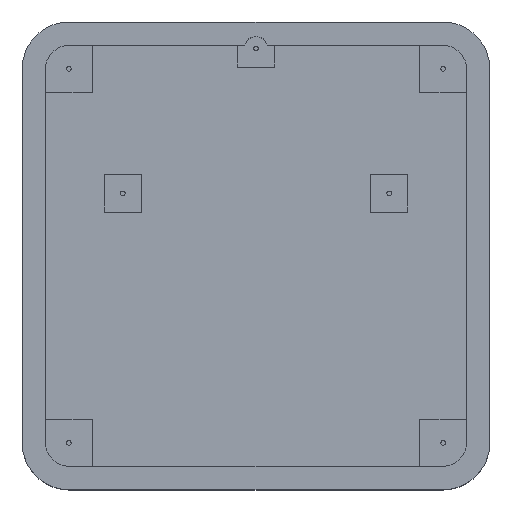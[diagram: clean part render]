
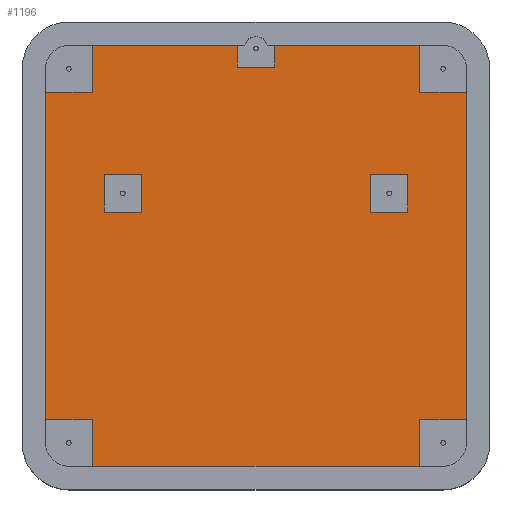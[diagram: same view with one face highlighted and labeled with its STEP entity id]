
A CAD part, top view. The second image highlights one B-rep face of the part: STEP entity #1196.
In plain terms, the highlighted planar face has unit normal (0, 0, 1).
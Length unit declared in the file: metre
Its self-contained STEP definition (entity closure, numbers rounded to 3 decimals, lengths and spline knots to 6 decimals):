
#160=ORIENTED_EDGE('',*,*,#438,.F.);
#161=ORIENTED_EDGE('',*,*,#490,.T.);
#162=ORIENTED_EDGE('',*,*,#491,.F.);
#163=ORIENTED_EDGE('',*,*,#492,.T.);
#164=ORIENTED_EDGE('',*,*,#493,.T.);
#165=ORIENTED_EDGE('',*,*,#494,.F.);
#166=ORIENTED_EDGE('',*,*,#495,.T.);
#167=ORIENTED_EDGE('',*,*,#496,.T.);
#168=ORIENTED_EDGE('',*,*,#497,.F.);
#169=ORIENTED_EDGE('',*,*,#469,.F.);
#170=ORIENTED_EDGE('',*,*,#498,.T.);
#171=ORIENTED_EDGE('',*,*,#499,.F.);
#172=ORIENTED_EDGE('',*,*,#422,.F.);
#173=ORIENTED_EDGE('',*,*,#486,.F.);
#174=ORIENTED_EDGE('',*,*,#500,.F.);
#175=ORIENTED_EDGE('',*,*,#482,.T.);
#176=ORIENTED_EDGE('',*,*,#501,.F.);
#177=ORIENTED_EDGE('',*,*,#502,.T.);
#178=ORIENTED_EDGE('',*,*,#503,.T.);
#179=ORIENTED_EDGE('',*,*,#504,.F.);
#180=ORIENTED_EDGE('',*,*,#505,.F.);
#181=ORIENTED_EDGE('',*,*,#506,.T.);
#182=ORIENTED_EDGE('',*,*,#507,.T.);
#183=ORIENTED_EDGE('',*,*,#508,.F.);
#422=EDGE_CURVE('',#592,#593,#710,.T.);
#438=EDGE_CURVE('',#608,#609,#724,.T.);
#469=EDGE_CURVE('',#636,#632,#744,.T.);
#482=EDGE_CURVE('',#648,#609,#753,.T.);
#486=EDGE_CURVE('',#650,#592,#757,.T.);
#490=EDGE_CURVE('',#608,#652,#759,.T.);
#491=EDGE_CURVE('',#653,#652,#760,.T.);
#492=EDGE_CURVE('',#653,#654,#761,.T.);
#493=EDGE_CURVE('',#654,#655,#762,.T.);
#494=EDGE_CURVE('',#656,#655,#763,.T.);
#495=EDGE_CURVE('',#656,#657,#764,.T.);
#496=EDGE_CURVE('',#657,#658,#765,.T.);
#497=EDGE_CURVE('',#632,#658,#766,.T.);
#498=EDGE_CURVE('',#636,#659,#767,.T.);
#499=EDGE_CURVE('',#593,#659,#768,.T.);
#500=EDGE_CURVE('',#648,#650,#769,.T.);
#501=EDGE_CURVE('',#660,#661,#770,.T.);
#502=EDGE_CURVE('',#660,#662,#771,.T.);
#503=EDGE_CURVE('',#662,#663,#772,.T.);
#504=EDGE_CURVE('',#661,#663,#773,.T.);
#505=EDGE_CURVE('',#664,#665,#774,.T.);
#506=EDGE_CURVE('',#664,#666,#775,.T.);
#507=EDGE_CURVE('',#666,#667,#776,.T.);
#508=EDGE_CURVE('',#665,#667,#777,.T.);
#592=VERTEX_POINT('',#1750);
#593=VERTEX_POINT('',#1752);
#608=VERTEX_POINT('',#1783);
#609=VERTEX_POINT('',#1785);
#632=VERTEX_POINT('',#1835);
#636=VERTEX_POINT('',#1844);
#648=VERTEX_POINT('',#1872);
#650=VERTEX_POINT('',#1878);
#652=VERTEX_POINT('',#1887);
#653=VERTEX_POINT('',#1889);
#654=VERTEX_POINT('',#1891);
#655=VERTEX_POINT('',#1893);
#656=VERTEX_POINT('',#1895);
#657=VERTEX_POINT('',#1897);
#658=VERTEX_POINT('',#1899);
#659=VERTEX_POINT('',#1902);
#660=VERTEX_POINT('',#1906);
#661=VERTEX_POINT('',#1907);
#662=VERTEX_POINT('',#1909);
#663=VERTEX_POINT('',#1911);
#664=VERTEX_POINT('',#1914);
#665=VERTEX_POINT('',#1915);
#666=VERTEX_POINT('',#1917);
#667=VERTEX_POINT('',#1919);
#710=LINE('',#1751,#838);
#724=LINE('',#1784,#852);
#744=LINE('',#1845,#872);
#753=LINE('',#1871,#881);
#757=LINE('',#1879,#885);
#759=LINE('',#1886,#887);
#760=LINE('',#1888,#888);
#761=LINE('',#1890,#889);
#762=LINE('',#1892,#890);
#763=LINE('',#1894,#891);
#764=LINE('',#1896,#892);
#765=LINE('',#1898,#893);
#766=LINE('',#1900,#894);
#767=LINE('',#1901,#895);
#768=LINE('',#1903,#896);
#769=LINE('',#1904,#897);
#770=LINE('',#1905,#898);
#771=LINE('',#1908,#899);
#772=LINE('',#1910,#900);
#773=LINE('',#1912,#901);
#774=LINE('',#1913,#902);
#775=LINE('',#1916,#903);
#776=LINE('',#1918,#904);
#777=LINE('',#1920,#905);
#838=VECTOR('',#1393,1.);
#852=VECTOR('',#1413,1.);
#872=VECTOR('',#1459,1.);
#881=VECTOR('',#1480,1.);
#885=VECTOR('',#1486,1.);
#887=VECTOR('',#1496,1.);
#888=VECTOR('',#1497,1.);
#889=VECTOR('',#1498,1.);
#890=VECTOR('',#1499,1.);
#891=VECTOR('',#1500,1.);
#892=VECTOR('',#1501,1.);
#893=VECTOR('',#1502,1.);
#894=VECTOR('',#1503,1.);
#895=VECTOR('',#1504,1.);
#896=VECTOR('',#1505,1.);
#897=VECTOR('',#1506,1.);
#898=VECTOR('',#1507,1.);
#899=VECTOR('',#1508,1.);
#900=VECTOR('',#1509,1.);
#901=VECTOR('',#1510,1.);
#902=VECTOR('',#1511,1.);
#903=VECTOR('',#1512,1.);
#904=VECTOR('',#1513,1.);
#905=VECTOR('',#1514,1.);
#974=EDGE_LOOP('',(#160,#161,#162,#163,#164,#165,#166,#167,#168,#169,#170,
#171,#172,#173,#174,#175));
#975=EDGE_LOOP('',(#176,#177,#178,#179));
#976=EDGE_LOOP('',(#180,#181,#182,#183));
#1062=FACE_BOUND('',#974,.T.);
#1063=FACE_BOUND('',#975,.T.);
#1064=FACE_BOUND('',#976,.T.);
#1147=PLANE('',#1300);
#1196=ADVANCED_FACE('',(#1062,#1063,#1064),#1147,.T.);
#1300=AXIS2_PLACEMENT_3D('',#1885,#1494,#1495);
#1393=DIRECTION('',(1.,0.,0.));
#1413=DIRECTION('',(1.,0.,0.));
#1459=DIRECTION('',(0.,-1.,0.));
#1480=DIRECTION('',(0.,1.,0.));
#1486=DIRECTION('',(0.,1.,0.));
#1494=DIRECTION('',(0.,0.,1.));
#1495=DIRECTION('',(1.,0.,0.));
#1496=DIRECTION('',(0.,-1.,0.));
#1497=DIRECTION('',(1.,0.,0.));
#1498=DIRECTION('',(0.,-1.,0.));
#1499=DIRECTION('',(1.,0.,0.));
#1500=DIRECTION('',(0.,1.,0.));
#1501=DIRECTION('',(1.,0.,0.));
#1502=DIRECTION('',(0.,1.,0.));
#1503=DIRECTION('',(-1.,0.,0.));
#1504=DIRECTION('',(-1.,0.,0.));
#1505=DIRECTION('',(0.,-1.,0.));
#1506=DIRECTION('',(1.,0.,0.));
#1507=DIRECTION('',(0.,-1.,0.));
#1508=DIRECTION('',(1.,0.,0.));
#1509=DIRECTION('',(0.,-1.,0.));
#1510=DIRECTION('',(1.,0.,0.));
#1511=DIRECTION('',(-1.,0.,0.));
#1512=DIRECTION('',(0.,-1.,0.));
#1513=DIRECTION('',(-1.,0.,0.));
#1514=DIRECTION('',(0.,-1.,0.));
#1750=CARTESIAN_POINT('',(0.004,0.045,0.005));
#1751=CARTESIAN_POINT('',(0.,0.045,0.005));
#1752=CARTESIAN_POINT('',(0.035,0.045,0.005));
#1783=CARTESIAN_POINT('',(-0.035,0.045,0.005));
#1784=CARTESIAN_POINT('',(0.,0.045,0.005));
#1785=CARTESIAN_POINT('',(-0.004,0.045,0.005));
#1835=CARTESIAN_POINT('',(0.045,-0.035,0.005));
#1844=CARTESIAN_POINT('',(0.045,0.035,0.005));
#1845=CARTESIAN_POINT('',(0.045,0.0375,0.005));
#1871=CARTESIAN_POINT('',(-0.004,0.0444,0.005));
#1872=CARTESIAN_POINT('',(-0.004,0.0404,0.005));
#1878=CARTESIAN_POINT('',(0.004,0.0404,0.005));
#1879=CARTESIAN_POINT('',(0.004,0.0444,0.005));
#1885=CARTESIAN_POINT('',(0.,0.,0.005));
#1886=CARTESIAN_POINT('',(-0.035,0.04,0.005));
#1887=CARTESIAN_POINT('',(-0.035,0.035,0.005));
#1888=CARTESIAN_POINT('',(-0.04,0.035,0.005));
#1889=CARTESIAN_POINT('',(-0.045,0.035,0.005));
#1890=CARTESIAN_POINT('',(-0.045,-0.0375,0.005));
#1891=CARTESIAN_POINT('',(-0.045,-0.035,0.005));
#1892=CARTESIAN_POINT('',(-0.04,-0.035,0.005));
#1893=CARTESIAN_POINT('',(-0.035,-0.035,0.005));
#1894=CARTESIAN_POINT('',(-0.035,-0.04,0.005));
#1895=CARTESIAN_POINT('',(-0.035,-0.045,0.005));
#1896=CARTESIAN_POINT('',(0.0375,-0.045,0.005));
#1897=CARTESIAN_POINT('',(0.035,-0.045,0.005));
#1898=CARTESIAN_POINT('',(0.035,-0.04,0.005));
#1899=CARTESIAN_POINT('',(0.035,-0.035,0.005));
#1900=CARTESIAN_POINT('',(0.04,-0.035,0.005));
#1901=CARTESIAN_POINT('',(0.04,0.035,0.005));
#1902=CARTESIAN_POINT('',(0.035,0.035,0.005));
#1903=CARTESIAN_POINT('',(0.035,0.04,0.005));
#1904=CARTESIAN_POINT('',(0.,0.0404,0.005));
#1905=CARTESIAN_POINT('',(0.0245,0.0134,0.005));
#1906=CARTESIAN_POINT('',(0.0245,0.0174,0.005));
#1907=CARTESIAN_POINT('',(0.0245,0.0094,0.005));
#1908=CARTESIAN_POINT('',(0.0285,0.0174,0.005));
#1909=CARTESIAN_POINT('',(0.0325,0.0174,0.005));
#1910=CARTESIAN_POINT('',(0.0325,0.0134,0.005));
#1911=CARTESIAN_POINT('',(0.0325,0.0094,0.005));
#1912=CARTESIAN_POINT('',(0.0285,0.0094,0.005));
#1913=CARTESIAN_POINT('',(-0.0285,0.0174,0.005));
#1914=CARTESIAN_POINT('',(-0.0245,0.0174,0.005));
#1915=CARTESIAN_POINT('',(-0.0325,0.0174,0.005));
#1916=CARTESIAN_POINT('',(-0.0245,0.0134,0.005));
#1917=CARTESIAN_POINT('',(-0.0245,0.0094,0.005));
#1918=CARTESIAN_POINT('',(-0.0285,0.0094,0.005));
#1919=CARTESIAN_POINT('',(-0.0325,0.0094,0.005));
#1920=CARTESIAN_POINT('',(-0.0325,0.0134,0.005));
